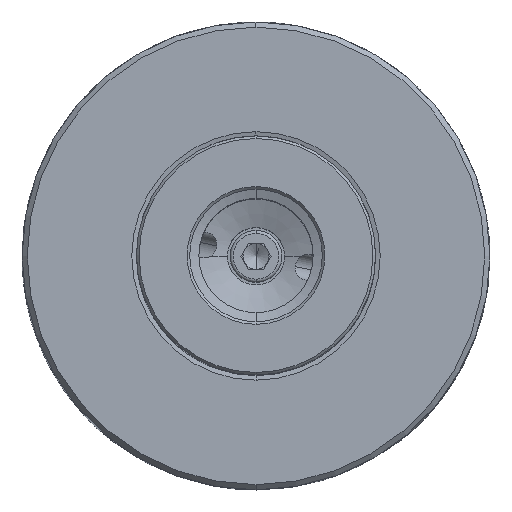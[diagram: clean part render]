
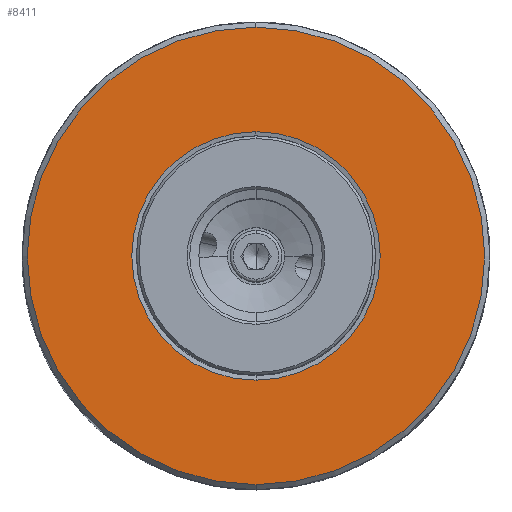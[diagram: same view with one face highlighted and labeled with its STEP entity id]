
A CAD part, top view. The second image highlights one B-rep face of the part: STEP entity #8411.
In plain terms, the highlighted planar face has unit normal (0, 0, 1).
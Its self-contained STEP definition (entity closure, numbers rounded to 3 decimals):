
#5169=VERTEX_POINT('NONE',#13429);
#5511=EDGE_CURVE('NONE',#11591,#7983,#13809,.F.);
#5963=EDGE_CURVE('NONE',#9717,#5169,#14309,.T.);
#6581=EDGE_CURVE('NONE',#5169,#9717,#15003,.T.);
#7413=EDGE_CURVE('NONE',#7983,#11591,#15924,.T.);
#7983=VERTEX_POINT('NONE',#16560);
#8411=ADVANCED_FACE('NONE',(#17033,#17034),#17035,.T.);
#9717=VERTEX_POINT('NONE',#18477);
#11591=VERTEX_POINT('NONE',#20544);
#13429=CARTESIAN_POINT('',(0.,23.899,0.));
#13809=CIRCLE('',#24628,44.0);
#14309=CIRCLE('',#26293,23.899);
#15003=CIRCLE('',#28541,23.899);
#15924=CIRCLE('',#31679,44.0);
#16560=CARTESIAN_POINT('',(0.,-44.0,0.));
#17033=FACE_OUTER_BOUND('',#35441,.T.);
#17034=FACE_BOUND('',#35442,.T.);
#17035=PLANE('',#35443);
#18477=CARTESIAN_POINT('',(0.,-23.899,0.));
#20544=CARTESIAN_POINT('',(0.,44.0,0.));
#24628=AXIS2_PLACEMENT_3D('',#55415,#55416,#55417);
#26293=AXIS2_PLACEMENT_3D('',#55941,#55942,#55943);
#28541=AXIS2_PLACEMENT_3D('',#56925,#56926,#56927);
#31679=AXIS2_PLACEMENT_3D('',#57877,#57878,#57879);
#35441=EDGE_LOOP('',(#59105,#59106));
#35442=EDGE_LOOP('',(#59107,#59108));
#35443=AXIS2_PLACEMENT_3D('',#59109,#59110,#59111);
#55415=CARTESIAN_POINT('',(0.,0.,0.));
#55416=DIRECTION('',(0.,0.,1.0));
#55417=DIRECTION('',(0.,-1.0,0.));
#55941=CARTESIAN_POINT('',(0.,0.,0.));
#55942=DIRECTION('',(0.,0.,-1.0));
#55943=DIRECTION('',(0.,1.0,0.));
#56925=CARTESIAN_POINT('',(0.,0.,0.));
#56926=DIRECTION('',(0.,0.,-1.0));
#56927=DIRECTION('',(0.,1.0,0.));
#57877=CARTESIAN_POINT('',(0.,0.,0.));
#57878=DIRECTION('',(0.,0.,-1.0));
#57879=DIRECTION('',(0.,-1.0,0.));
#59105=ORIENTED_EDGE('',*,*,#7413,.F.);
#59106=ORIENTED_EDGE('',*,*,#5511,.F.);
#59107=ORIENTED_EDGE('',*,*,#6581,.T.);
#59108=ORIENTED_EDGE('',*,*,#5963,.T.);
#59109=CARTESIAN_POINT('',(-44.0,0.,0.));
#59110=DIRECTION('',(0.,0.,1.0));
#59111=DIRECTION('',(0.,-1.0,0.));
